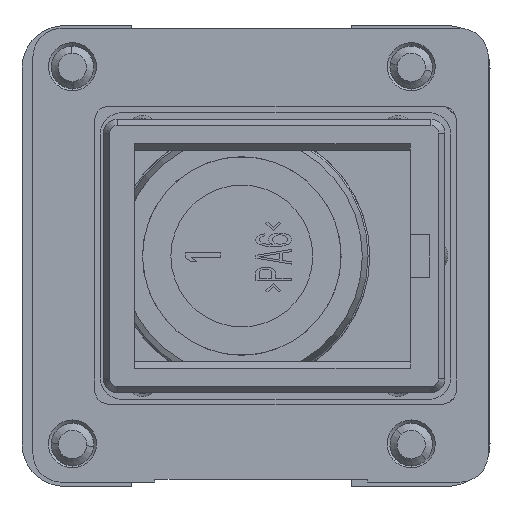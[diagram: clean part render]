
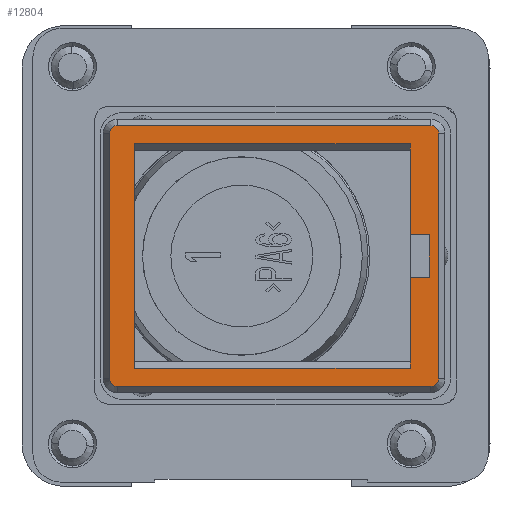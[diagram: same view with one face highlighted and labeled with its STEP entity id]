
A CAD part, front view. The second image highlights one B-rep face of the part: STEP entity #12804.
In plain terms, the highlighted planar face has unit normal (0, -1, 0).
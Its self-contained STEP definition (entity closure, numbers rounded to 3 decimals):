
#10812 = EDGE_CURVE ( 'NONE', #10825, #10889, #40806, .T. ) ;
#10825 = VERTEX_POINT ( 'NONE', #40767 ) ;
#10851 = EDGE_CURVE ( 'NONE', #10868, #10864, #40823, .T. ) ;
#10852 = EDGE_CURVE ( 'NONE', #10916, #10915, #40827, .T. ) ;
#10856 = VERTEX_POINT ( 'NONE', #40926 ) ;
#10864 = VERTEX_POINT ( 'NONE', #40896 ) ;
#10867 = EDGE_CURVE ( 'NONE', #10856, #10868, #41008, .T. ) ;
#10868 = VERTEX_POINT ( 'NONE', #40996 ) ;
#10870 = VERTEX_POINT ( 'NONE', #40981 ) ;
#10874 = EDGE_CURVE ( 'NONE', #10889, #10870, #40969, .T. ) ;
#10884 = EDGE_CURVE ( 'NONE', #10870, #10856, #40951, .T. ) ;
#10889 = VERTEX_POINT ( 'NONE', #40979 ) ;
#10896 = EDGE_CURVE ( 'NONE', #10919, #10903, #41030, .T. ) ;
#10900 = VERTEX_POINT ( 'NONE', #41089 ) ;
#10903 = VERTEX_POINT ( 'NONE', #41086 ) ;
#10914 = EDGE_CURVE ( 'NONE', #10864, #10916, #41072, .T. ) ;
#10915 = VERTEX_POINT ( 'NONE', #41063 ) ;
#10916 = VERTEX_POINT ( 'NONE', #41122 ) ;
#10919 = VERTEX_POINT ( 'NONE', #41116 ) ;
#10956 = VERTEX_POINT ( 'NONE', #41105 ) ;
#10969 = EDGE_CURVE ( 'NONE', #10903, #10956, #41134, .T. ) ;
#10975 = EDGE_CURVE ( 'NONE', #10900, #10919, #41177, .T. ) ;
#12610 = EDGE_CURVE ( 'NONE', #12622, #10900, #43716, .T. ) ;
#12622 = VERTEX_POINT ( 'NONE', #43707 ) ;
#12650 = EDGE_CURVE ( 'NONE', #12659, #12656, #43822, .T. ) ;
#12651 = EDGE_CURVE ( 'NONE', #12656, #12622, #43818, .T. ) ;
#12656 = VERTEX_POINT ( 'NONE', #43814 ) ;
#12659 = VERTEX_POINT ( 'NONE', #43837 ) ;
#12691 = EDGE_CURVE ( 'NONE', #10915, #10825, #43902, .T. ) ;
#12792 = VERTEX_POINT ( 'NONE', #43936 ) ;
#12793 = EDGE_CURVE ( 'NONE', #10956, #12792, #43991, .T. ) ;
#12794 = ORIENTED_EDGE ( 'NONE', *, *, #10884, .F. ) ;
#12797 = EDGE_LOOP ( 'NONE', ( #12856, #12857, #12855, #12860, #12794, #12863, #12858, #12865 ) ) ;
#12800 = ORIENTED_EDGE ( 'NONE', *, *, #10896, .F. ) ;
#12804 = ADVANCED_FACE ( 'NONE', ( #43972, #43979 ), #43949, .F. ) ;
#12821 = EDGE_LOOP ( 'NONE', ( #12868, #12800, #12867, #12870, #12872, #12874, #12869, #12871 ) ) ;
#12855 = ORIENTED_EDGE ( 'NONE', *, *, #10851, .F. ) ;
#12856 = ORIENTED_EDGE ( 'NONE', *, *, #10852, .F. ) ;
#12857 = ORIENTED_EDGE ( 'NONE', *, *, #10914, .F. ) ;
#12858 = ORIENTED_EDGE ( 'NONE', *, *, #10812, .F. ) ;
#12860 = ORIENTED_EDGE ( 'NONE', *, *, #10867, .F. ) ;
#12863 = ORIENTED_EDGE ( 'NONE', *, *, #10874, .F. ) ;
#12865 = ORIENTED_EDGE ( 'NONE', *, *, #12691, .F. ) ;
#12867 = ORIENTED_EDGE ( 'NONE', *, *, #10975, .F. ) ;
#12868 = ORIENTED_EDGE ( 'NONE', *, *, #10969, .F. ) ;
#12869 = ORIENTED_EDGE ( 'NONE', *, *, #12873, .T. ) ;
#12870 = ORIENTED_EDGE ( 'NONE', *, *, #12610, .F. ) ;
#12871 = ORIENTED_EDGE ( 'NONE', *, *, #12793, .F. ) ;
#12872 = ORIENTED_EDGE ( 'NONE', *, *, #12651, .F. ) ;
#12873 = EDGE_CURVE ( 'NONE', #12659, #12792, #44081, .T. ) ;
#12874 = ORIENTED_EDGE ( 'NONE', *, *, #12650, .F. ) ;
#38106 = DIRECTION ( 'NONE',  ( 0., 0., 1. ) ) ;
#40767 = CARTESIAN_POINT ( 'NONE',  ( 13.875, -9.9, -8.65 ) ) ;
#40795 = DIRECTION ( 'NONE',  ( 0., 0., 1. ) ) ;
#40796 = DIRECTION ( 'NONE',  ( 0., 1., 0. ) ) ;
#40798 = CARTESIAN_POINT ( 'NONE',  ( 13.325, -9.9, -8.65 ) ) ;
#40799 = AXIS2_PLACEMENT_3D ( 'NONE', #40798, #40796, #40795 ) ;
#40806 = CIRCLE ( 'NONE', #40799, 0.55 ) ;
#40823 = CIRCLE ( 'NONE', #40944, 0.55 ) ;
#40827 = CIRCLE ( 'NONE', #40935, 0.55 ) ;
#40849 = CARTESIAN_POINT ( 'NONE',  ( 13.325, -9.9, 8.65 ) ) ;
#40896 = CARTESIAN_POINT ( 'NONE',  ( -8.775, -9.9, 9.2 ) ) ;
#40918 = DIRECTION ( 'NONE',  ( 0., 0., 1. ) ) ;
#40919 = DIRECTION ( 'NONE',  ( 0., 1., 0. ) ) ;
#40926 = CARTESIAN_POINT ( 'NONE',  ( -9.325, -9.9, -8.65 ) ) ;
#40929 = DIRECTION ( 'NONE',  ( 0., 0., 1. ) ) ;
#40930 = DIRECTION ( 'NONE',  ( 0., 1., 0. ) ) ;
#40935 = AXIS2_PLACEMENT_3D ( 'NONE', #40849, #40919, #40918 ) ;
#40943 = CARTESIAN_POINT ( 'NONE',  ( -8.775, -9.9, 8.65 ) ) ;
#40944 = AXIS2_PLACEMENT_3D ( 'NONE', #40943, #40930, #40929 ) ;
#40951 = CIRCLE ( 'NONE', #41055, 0.55 ) ;
#40963 = DIRECTION ( 'NONE',  ( -1., 0., 0. ) ) ;
#40965 = VECTOR ( 'NONE', #40963, 1000. ) ;
#40967 = CARTESIAN_POINT ( 'NONE',  ( 2.275, -9.9, -9.2 ) ) ;
#40969 = LINE ( 'NONE', #40967, #40965 ) ;
#40979 = CARTESIAN_POINT ( 'NONE',  ( 13.325, -9.9, -9.2 ) ) ;
#40981 = CARTESIAN_POINT ( 'NONE',  ( -8.775, -9.9, -9.2 ) ) ;
#40983 = DIRECTION ( 'NONE',  ( 0., 0., 1. ) ) ;
#40985 = VECTOR ( 'NONE', #40983, 1000. ) ;
#40986 = CARTESIAN_POINT ( 'NONE',  ( -9.325, -9.9, 0. ) ) ;
#40996 = CARTESIAN_POINT ( 'NONE',  ( -9.325, -9.9, 8.65 ) ) ;
#41008 = LINE ( 'NONE', #40986, #40985 ) ;
#41026 = VECTOR ( 'NONE', #38106, 1000. ) ;
#41028 = CARTESIAN_POINT ( 'NONE',  ( 11.875, -9.9, 0. ) ) ;
#41030 = LINE ( 'NONE', #41028, #41026 ) ;
#41049 = DIRECTION ( 'NONE',  ( 0., 0., 1. ) ) ;
#41052 = DIRECTION ( 'NONE',  ( 0., 1., 0. ) ) ;
#41053 = CARTESIAN_POINT ( 'NONE',  ( -8.775, -9.9, -8.65 ) ) ;
#41055 = AXIS2_PLACEMENT_3D ( 'NONE', #41053, #41052, #41049 ) ;
#41063 = CARTESIAN_POINT ( 'NONE',  ( 13.875, -9.9, 8.65 ) ) ;
#41072 = LINE ( 'NONE', #41127, #41126 ) ;
#41086 = CARTESIAN_POINT ( 'NONE',  ( 11.875, -9.9, 7.9 ) ) ;
#41089 = CARTESIAN_POINT ( 'NONE',  ( 13.225, -9.9, 1.5 ) ) ;
#41105 = CARTESIAN_POINT ( 'NONE',  ( -7.575, -9.9, 7.9 ) ) ;
#41116 = CARTESIAN_POINT ( 'NONE',  ( 11.875, -9.9, 1.5 ) ) ;
#41120 = DIRECTION ( 'NONE',  ( 1., 0., 0. ) ) ;
#41122 = CARTESIAN_POINT ( 'NONE',  ( 13.325, -9.9, 9.2 ) ) ;
#41126 = VECTOR ( 'NONE', #41120, 1000. ) ;
#41127 = CARTESIAN_POINT ( 'NONE',  ( 2.275, -9.9, 9.2 ) ) ;
#41131 = DIRECTION ( 'NONE',  ( -1., 0., 0. ) ) ;
#41132 = VECTOR ( 'NONE', #41131, 1000. ) ;
#41133 = CARTESIAN_POINT ( 'NONE',  ( 2.275, -9.9, 7.9 ) ) ;
#41134 = LINE ( 'NONE', #41133, #41132 ) ;
#41174 = DIRECTION ( 'NONE',  ( -1., 0., 0. ) ) ;
#41175 = VECTOR ( 'NONE', #41174, 1000. ) ;
#41176 = CARTESIAN_POINT ( 'NONE',  ( 2.275, -9.9, 1.5 ) ) ;
#41177 = LINE ( 'NONE', #41176, #41175 ) ;
#43707 = CARTESIAN_POINT ( 'NONE',  ( 13.225, -9.9, -1.5 ) ) ;
#43713 = DIRECTION ( 'NONE',  ( 0., 0., 1. ) ) ;
#43714 = VECTOR ( 'NONE', #43713, 1000. ) ;
#43715 = CARTESIAN_POINT ( 'NONE',  ( 13.225, -9.9, 0. ) ) ;
#43716 = LINE ( 'NONE', #43715, #43714 ) ;
#43814 = CARTESIAN_POINT ( 'NONE',  ( 11.875, -9.9, -1.5 ) ) ;
#43815 = DIRECTION ( 'NONE',  ( 1., 0., 0. ) ) ;
#43816 = VECTOR ( 'NONE', #43815, 1000. ) ;
#43817 = CARTESIAN_POINT ( 'NONE',  ( 2.275, -9.9, -1.5 ) ) ;
#43818 = LINE ( 'NONE', #43817, #43816 ) ;
#43819 = DIRECTION ( 'NONE',  ( 0., 0., 1. ) ) ;
#43820 = VECTOR ( 'NONE', #43819, 1000. ) ;
#43821 = CARTESIAN_POINT ( 'NONE',  ( 11.875, -9.9, 0. ) ) ;
#43822 = LINE ( 'NONE', #43821, #43820 ) ;
#43837 = CARTESIAN_POINT ( 'NONE',  ( 11.875, -9.9, -7.9 ) ) ;
#43895 = DIRECTION ( 'NONE',  ( 0., 0., -1. ) ) ;
#43896 = VECTOR ( 'NONE', #43895, 1000. ) ;
#43901 = CARTESIAN_POINT ( 'NONE',  ( 13.875, -9.9, 0. ) ) ;
#43902 = LINE ( 'NONE', #43901, #43896 ) ;
#43936 = CARTESIAN_POINT ( 'NONE',  ( -7.575, -9.9, -7.9 ) ) ;
#43949 = PLANE ( 'NONE',  #43980 ) ;
#43962 = DIRECTION ( 'NONE',  ( 0., 0., 1. ) ) ;
#43963 = DIRECTION ( 'NONE',  ( 0., 1., 0. ) ) ;
#43964 = CARTESIAN_POINT ( 'NONE',  ( -9.789, -9.9, -9.568 ) ) ;
#43972 = FACE_BOUND ( 'NONE', #12821, .T. ) ;
#43979 = FACE_OUTER_BOUND ( 'NONE', #12797, .T. ) ;
#43980 = AXIS2_PLACEMENT_3D ( 'NONE', #43964, #43963, #43962 ) ;
#43988 = DIRECTION ( 'NONE',  ( 0., 0., -1. ) ) ;
#43989 = VECTOR ( 'NONE', #43988, 1000. ) ;
#43990 = CARTESIAN_POINT ( 'NONE',  ( -7.575, -9.9, 0. ) ) ;
#43991 = LINE ( 'NONE', #43990, #43989 ) ;
#44074 = DIRECTION ( 'NONE',  ( -1., 0., 0. ) ) ;
#44075 = VECTOR ( 'NONE', #44074, 1000. ) ;
#44080 = CARTESIAN_POINT ( 'NONE',  ( 2.15, -9.9, -7.9 ) ) ;
#44081 = LINE ( 'NONE', #44080, #44075 ) ;
